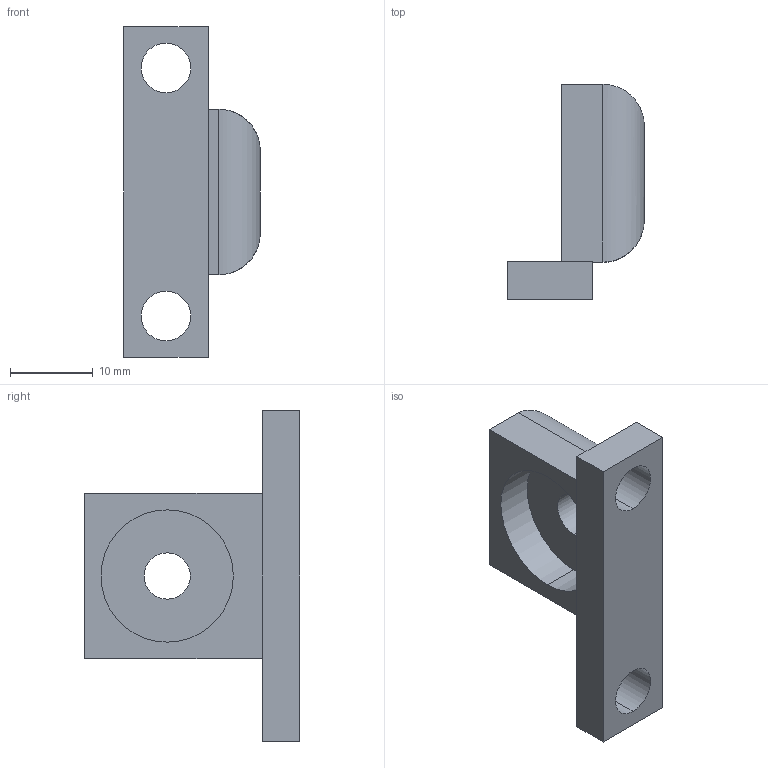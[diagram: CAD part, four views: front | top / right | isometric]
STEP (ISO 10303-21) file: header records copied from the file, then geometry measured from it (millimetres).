
FILE_DESCRIPTION (( 'STEP AP203' ), '1' );
FILE_NAME ('T-slot_door magnet.STEP', '2021-02-24T23:35:00', ( '' ), ( '' ), 'SwSTEP 2.0', 'SolidWorks 2018', '' );
FILE_SCHEMA (( 'CONFIG_CONTROL_DESIGN' ));
Length unit declared in the file: millimetre
Products named in the file (1): T-slot_door magnet
Bounding box: 16.5 x 26 x 40 mm (x, y, z)
Volume: 4443.9 mm3; surface area: 2947.8 mm2
Topology: 1 solids, 1 shells, 25 faces, 60 edges, 38 vertices
Faces by surface type: plane 13, cylinder 12
Entity records: 811 total; most frequent: CARTESIAN_POINT 136, DIRECTION 124, ORIENTED_EDGE 120, EDGE_CURVE 60, AXIS2_PLACEMENT_3D 42, VECTOR 40, LINE 40, VERTEX_POINT 38
